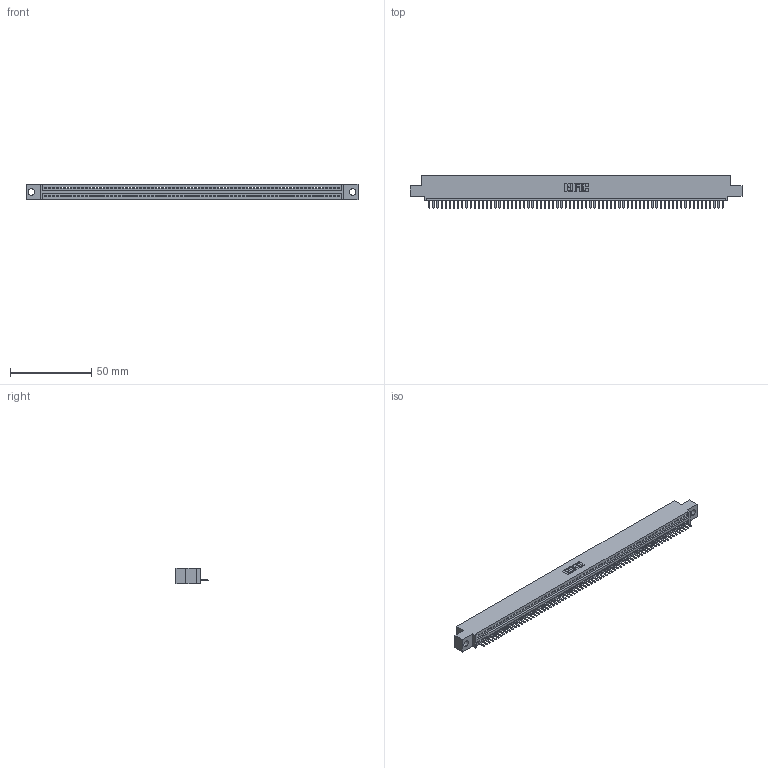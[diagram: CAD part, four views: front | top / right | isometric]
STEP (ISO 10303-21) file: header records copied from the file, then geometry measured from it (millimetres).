
FILE_DESCRIPTION (( 'STEP AP203' ), '1' );
FILE_NAME ('345-072-520-404.STEP', '2018-10-01T18:21:09', ( '' ), ( '' ), 'SwSTEP 2.0', 'SolidWorks 2016', '' );
FILE_SCHEMA (( 'CONFIG_CONTROL_DESIGN' ));
Length unit declared in the file: inch
Products named in the file (3): 345 Part_0.110 Offset - 0.156 Dia-TH; 345-292-001_345-293-120; 345-072-520-404
Assembly tree (73 placements, depth 2):
  345-072-520-404
    345 Part_0.110 Offset - 0.156 Dia-TH
    345-292-001_345-293-120  x72
Bounding box: 204.09 x 19.68 x 9.4 mm (x, y, z)
Volume: 19262 mm3; surface area: 25218.3 mm2
Topology: 73 solids, 73 shells, 4594 faces, 13601 edges, 8874 vertices
Faces by surface type: plane 3108, cylinder 1486
Entity records: 50399 total; most frequent: CARTESIAN_POINT 8748, ORIENTED_EDGE 8742, DIRECTION 7583, EDGE_CURVE 4371, LINE 3947, VECTOR 3947, VERTEX_POINT 2910, AXIS2_PLACEMENT_3D 1818
